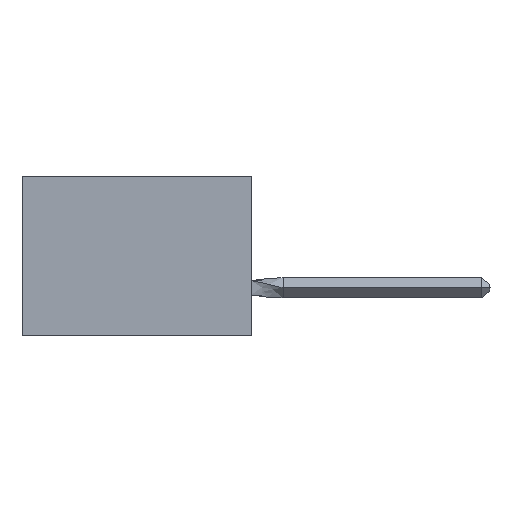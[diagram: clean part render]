
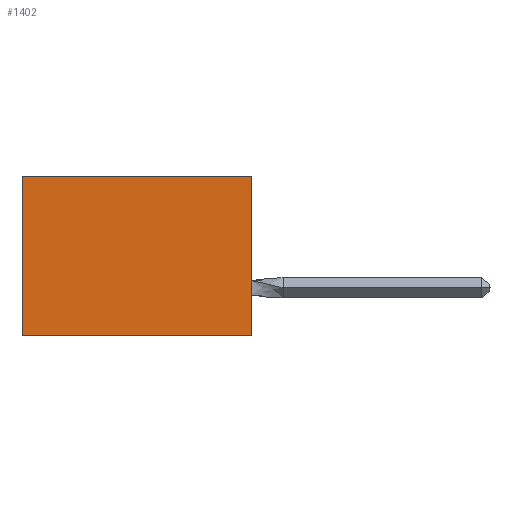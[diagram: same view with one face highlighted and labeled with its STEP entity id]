
A CAD part, left-side view. The second image highlights one B-rep face of the part: STEP entity #1402.
In plain terms, the highlighted planar face has unit normal (-1, 0, 0).
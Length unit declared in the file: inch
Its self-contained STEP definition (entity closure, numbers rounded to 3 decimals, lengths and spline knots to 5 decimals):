
#457 = EDGE_CURVE ( 'NONE', #38880, #17308, #19283, .T. ) ;
#1402 = ADVANCED_FACE ( 'NONE', ( #10515 ), #22579, .F. ) ;
#1617 = ORIENTED_EDGE ( 'NONE', *, *, #22647, .T. ) ;
#3346 = DIRECTION ( 'NONE',  ( 0., 0., -1. ) ) ;
#4163 = DIRECTION ( 'NONE',  ( 0., 0., -1. ) ) ;
#5331 = EDGE_CURVE ( 'NONE', #39914, #22780, #6358, .T. ) ;
#5525 = ORIENTED_EDGE ( 'NONE', *, *, #17989, .F. ) ;
#5718 = VECTOR ( 'NONE', #3346, 39.37008 ) ;
#5960 = CARTESIAN_POINT ( 'NONE',  ( 0.305, 0.72, 0. ) ) ;
#6358 = LINE ( 'NONE', #30009, #38320 ) ;
#6878 = CARTESIAN_POINT ( 'NONE',  ( 0.305, 0., 0. ) ) ;
#9133 = CARTESIAN_POINT ( 'NONE',  ( 0.305, 0., -0.5 ) ) ;
#9582 = VECTOR ( 'NONE', #40133, 39.37008 ) ;
#10515 = FACE_OUTER_BOUND ( 'NONE', #16047, .T. ) ;
#16047 = EDGE_LOOP ( 'NONE', ( #29290, #5525, #38521, #1617 ) ) ;
#16669 = LINE ( 'NONE', #20529, #32226 ) ;
#17308 = VERTEX_POINT ( 'NONE', #20145 ) ;
#17989 = EDGE_CURVE ( 'NONE', #22780, #17308, #20214, .T. ) ;
#19283 = LINE ( 'NONE', #24878, #5718 ) ;
#19577 = CARTESIAN_POINT ( 'NONE',  ( 0.305, 0., -0.5 ) ) ;
#20145 = CARTESIAN_POINT ( 'NONE',  ( 0.305, 0.72, -0.5 ) ) ;
#20214 = LINE ( 'NONE', #9133, #9582 ) ;
#20529 = CARTESIAN_POINT ( 'NONE',  ( 0.305, 0., 0. ) ) ;
#20598 = AXIS2_PLACEMENT_3D ( 'NONE', #19577, #31941, #4163 ) ;
#22579 = PLANE ( 'NONE',  #20598 ) ;
#22647 = EDGE_CURVE ( 'NONE', #39914, #38880, #16669, .T. ) ;
#22780 = VERTEX_POINT ( 'NONE', #30306 ) ;
#23393 = DIRECTION ( 'NONE',  ( 0., 0., -1. ) ) ;
#23424 = DIRECTION ( 'NONE',  ( 0., 1., 0. ) ) ;
#24878 = CARTESIAN_POINT ( 'NONE',  ( 0.305, 0.72, -0.5 ) ) ;
#29290 = ORIENTED_EDGE ( 'NONE', *, *, #457, .T. ) ;
#30009 = CARTESIAN_POINT ( 'NONE',  ( 0.305, 0., -0.5 ) ) ;
#30306 = CARTESIAN_POINT ( 'NONE',  ( 0.305, 0., -0.5 ) ) ;
#31941 = DIRECTION ( 'NONE',  ( 1., 0., 0. ) ) ;
#32226 = VECTOR ( 'NONE', #23424, 39.37008 ) ;
#38320 = VECTOR ( 'NONE', #23393, 39.37008 ) ;
#38521 = ORIENTED_EDGE ( 'NONE', *, *, #5331, .F. ) ;
#38880 = VERTEX_POINT ( 'NONE', #5960 ) ;
#39914 = VERTEX_POINT ( 'NONE', #6878 ) ;
#40133 = DIRECTION ( 'NONE',  ( 0., 1., 0. ) ) ;
